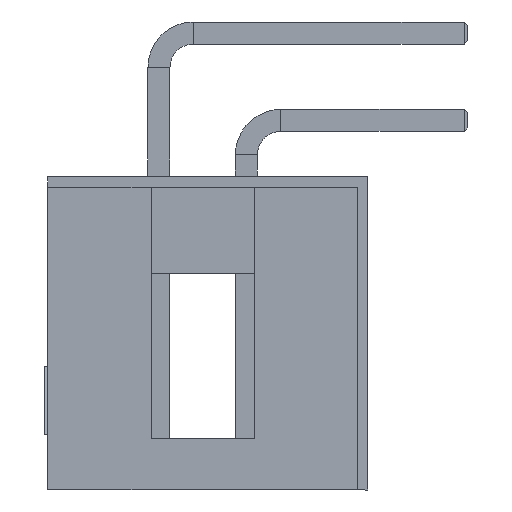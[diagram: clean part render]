
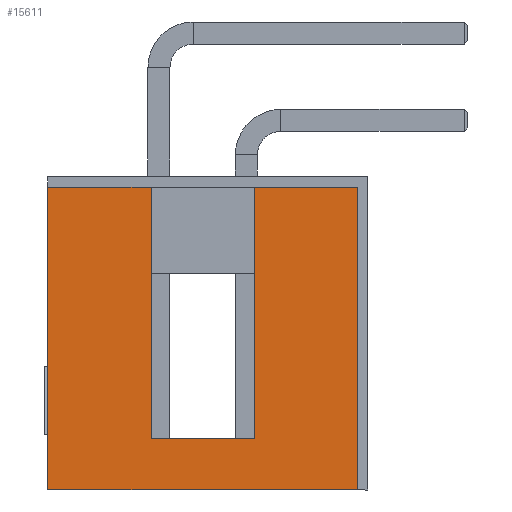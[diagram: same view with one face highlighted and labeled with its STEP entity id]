
A CAD part, left-side view. The second image highlights one B-rep face of the part: STEP entity #15611.
In plain terms, the highlighted planar face has unit normal (-1, 0, 0).
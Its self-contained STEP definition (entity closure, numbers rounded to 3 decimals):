
#232 = ORIENTED_EDGE ( 'NONE', *, *, #30131, .T. ) ;
#991 = CARTESIAN_POINT ( 'NONE',  ( -25.39, 4.8, -12.01 ) ) ;
#1727 = CARTESIAN_POINT ( 'NONE',  ( -25.39, 3.3, -10.51 ) ) ;
#3628 = CARTESIAN_POINT ( 'NONE',  ( -25.39, 9.3, -12.01 ) ) ;
#4014 = CARTESIAN_POINT ( 'NONE',  ( -25.39, 9.3, -12.01 ) ) ;
#5086 = CARTESIAN_POINT ( 'NONE',  ( -25.39, 4.8, -10.51 ) ) ;
#5410 = DIRECTION ( 'NONE',  ( -1., 0., 0. ) ) ;
#5538 = VERTEX_POINT ( 'NONE', #32394 ) ;
#5652 = VERTEX_POINT ( 'NONE', #7498 ) ;
#6097 = VECTOR ( 'NONE', #38594, 1000. ) ;
#6279 = CARTESIAN_POINT ( 'NONE',  ( -25.39, 0.3, -12.01 ) ) ;
#6607 = DIRECTION ( 'NONE',  ( 0., 0., 1. ) ) ;
#7498 = CARTESIAN_POINT ( 'NONE',  ( -25.39, 0.3, -3.21 ) ) ;
#7513 = VECTOR ( 'NONE', #35672, 1000. ) ;
#7593 = EDGE_CURVE ( 'NONE', #30059, #5538, #33299, .T. ) ;
#8518 = EDGE_CURVE ( 'NONE', #39626, #5652, #38121, .T. ) ;
#9591 = EDGE_LOOP ( 'NONE', ( #38467, #30129, #10917, #232, #10503, #23184, #11937, #25019 ) ) ;
#9759 = EDGE_CURVE ( 'NONE', #39618, #39626, #24137, .T. ) ;
#9928 = VECTOR ( 'NONE', #6607, 1000. ) ;
#9931 = EDGE_CURVE ( 'NONE', #30059, #37708, #16118, .T. ) ;
#10294 = VECTOR ( 'NONE', #29505, 1000. ) ;
#10503 = ORIENTED_EDGE ( 'NONE', *, *, #19202, .F. ) ;
#10662 = CARTESIAN_POINT ( 'NONE',  ( -25.39, 6.3, -3.21 ) ) ;
#10917 = ORIENTED_EDGE ( 'NONE', *, *, #36236, .T. ) ;
#11937 = ORIENTED_EDGE ( 'NONE', *, *, #7593, .T. ) ;
#13011 = VERTEX_POINT ( 'NONE', #10662 ) ;
#14645 = DIRECTION ( 'NONE',  ( 0., 0., 1. ) ) ;
#15611 = ADVANCED_FACE ( 'NONE', ( #24844 ), #27780, .T. ) ;
#15615 = LINE ( 'NONE', #31829, #6097 ) ;
#16118 = LINE ( 'NONE', #3628, #9928 ) ;
#18289 = VERTEX_POINT ( 'NONE', #39606 ) ;
#18727 = VECTOR ( 'NONE', #33367, 1000. ) ;
#19202 = EDGE_CURVE ( 'NONE', #37708, #13011, #15615, .T. ) ;
#20985 = CARTESIAN_POINT ( 'NONE',  ( -25.39, 3.3, -3.21 ) ) ;
#21955 = AXIS2_PLACEMENT_3D ( 'NONE', #41511, #5410, #31570 ) ;
#22130 = DIRECTION ( 'NONE',  ( 0., -1., 0. ) ) ;
#22640 = LINE ( 'NONE', #28913, #7513 ) ;
#23184 = ORIENTED_EDGE ( 'NONE', *, *, #9931, .F. ) ;
#24137 = LINE ( 'NONE', #26874, #26060 ) ;
#24422 = VECTOR ( 'NONE', #38761, 1000. ) ;
#24639 = CARTESIAN_POINT ( 'NONE',  ( -25.39, 4.8, -3.21 ) ) ;
#24844 = FACE_OUTER_BOUND ( 'NONE', #9591, .T. ) ;
#25019 = ORIENTED_EDGE ( 'NONE', *, *, #30760, .T. ) ;
#26060 = VECTOR ( 'NONE', #14645, 1000. ) ;
#26874 = CARTESIAN_POINT ( 'NONE',  ( -25.39, 3.3, -10.51 ) ) ;
#27166 = CARTESIAN_POINT ( 'NONE',  ( -25.39, 9.3, -3.21 ) ) ;
#27780 = PLANE ( 'NONE',  #21955 ) ;
#28913 = CARTESIAN_POINT ( 'NONE',  ( -25.39, 6.3, -10.51 ) ) ;
#29505 = DIRECTION ( 'NONE',  ( 0., -1., 0. ) ) ;
#30059 = VERTEX_POINT ( 'NONE', #4014 ) ;
#30129 = ORIENTED_EDGE ( 'NONE', *, *, #9759, .F. ) ;
#30131 = EDGE_CURVE ( 'NONE', #18289, #13011, #22640, .T. ) ;
#30760 = EDGE_CURVE ( 'NONE', #5538, #5652, #35157, .T. ) ;
#31570 = DIRECTION ( 'NONE',  ( 0., 1., 0. ) ) ;
#31829 = CARTESIAN_POINT ( 'NONE',  ( -25.39, 4.8, -3.21 ) ) ;
#32394 = CARTESIAN_POINT ( 'NONE',  ( -25.39, 0.3, -12.01 ) ) ;
#33299 = LINE ( 'NONE', #991, #10294 ) ;
#33367 = DIRECTION ( 'NONE',  ( 0., 1., 0. ) ) ;
#35157 = LINE ( 'NONE', #6279, #24422 ) ;
#35672 = DIRECTION ( 'NONE',  ( 0., 0., 1. ) ) ;
#36236 = EDGE_CURVE ( 'NONE', #39618, #18289, #37150, .T. ) ;
#37150 = LINE ( 'NONE', #5086, #18727 ) ;
#37708 = VERTEX_POINT ( 'NONE', #27166 ) ;
#38121 = LINE ( 'NONE', #24639, #39936 ) ;
#38467 = ORIENTED_EDGE ( 'NONE', *, *, #8518, .F. ) ;
#38594 = DIRECTION ( 'NONE',  ( 0., -1., 0. ) ) ;
#38761 = DIRECTION ( 'NONE',  ( 0., 0., 1. ) ) ;
#39606 = CARTESIAN_POINT ( 'NONE',  ( -25.39, 6.3, -10.51 ) ) ;
#39618 = VERTEX_POINT ( 'NONE', #1727 ) ;
#39626 = VERTEX_POINT ( 'NONE', #20985 ) ;
#39936 = VECTOR ( 'NONE', #22130, 1000. ) ;
#41511 = CARTESIAN_POINT ( 'NONE',  ( -25.39, 4.8, -12.01 ) ) ;
